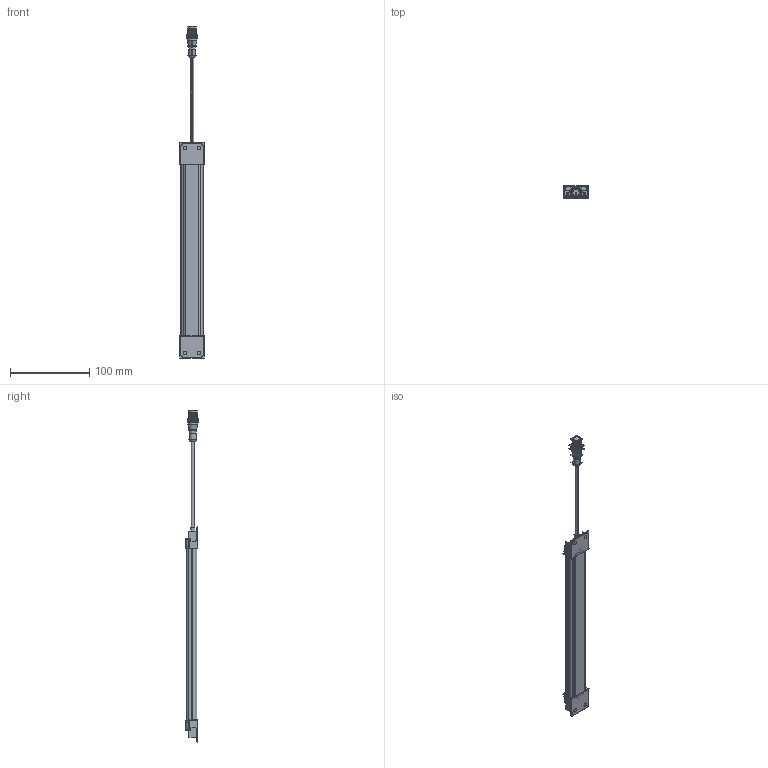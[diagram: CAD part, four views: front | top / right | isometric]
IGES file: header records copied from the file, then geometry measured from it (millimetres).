
Start section:  PTC IGES file: 232792_sm01.igs
Global section: file name: 232792_sm01.igs; native system: Creo Parametric by PTC Inc.; preprocessor: 2019292; author: PDMAdmin; organization: Unknown; date: 20230119.114000; units: millimetre
Bounding box: 31.2 x 16.47 x 418.82 mm (x, y, z)
Volume: 88137.7 mm3; surface area: 119727 mm2
Topology: 1 solids, 2 shells, 4962 faces, 22950 edges, 27779 vertices
Faces by surface type: bspline 3368, revolution 1594
